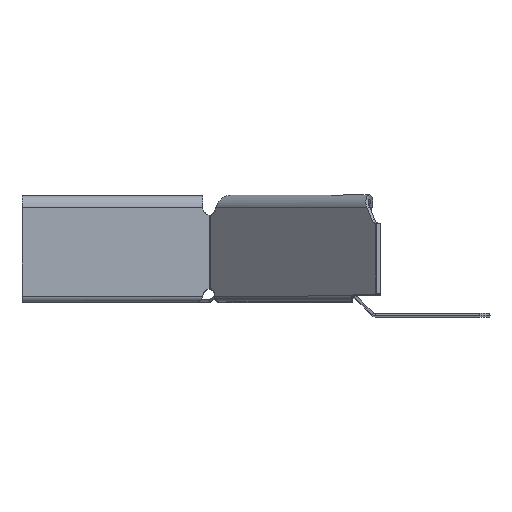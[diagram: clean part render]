
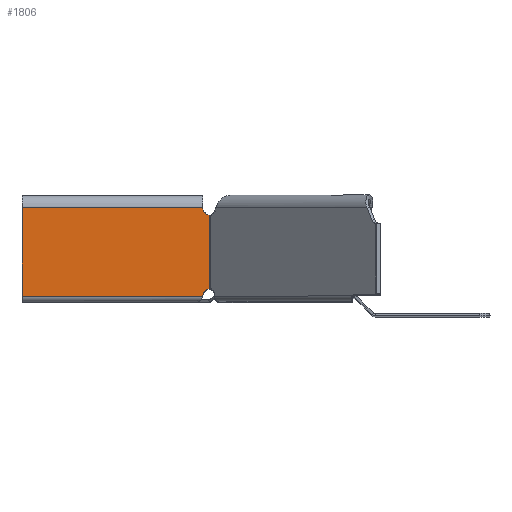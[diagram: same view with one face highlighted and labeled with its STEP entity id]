
A CAD part, top view. The second image highlights one B-rep face of the part: STEP entity #1806.
In plain terms, the highlighted face is planar.
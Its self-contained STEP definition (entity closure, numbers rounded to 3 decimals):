
#158 = ORIENTED_EDGE ( 'NONE', *, *, #250, .F. ) ;
#182 = CIRCLE ( 'NONE', #3911, 2.25 ) ;
#250 = EDGE_CURVE ( 'NONE', #2919, #724, #182, .T. ) ;
#390 = VECTOR ( 'NONE', #5244, 1000. ) ;
#703 = DIRECTION ( 'NONE',  ( 0., 1., 0. ) ) ;
#724 = VERTEX_POINT ( 'NONE', #1479 ) ;
#799 = DIRECTION ( 'NONE',  ( 0., 0., -1. ) ) ;
#800 = ORIENTED_EDGE ( 'NONE', *, *, #1968, .T. ) ;
#810 = LINE ( 'NONE', #2556, #1194 ) ;
#1048 = VERTEX_POINT ( 'NONE', #1999 ) ;
#1194 = VECTOR ( 'NONE', #2271, 1000. ) ;
#1479 = CARTESIAN_POINT ( 'NONE',  ( -54.1, 1.75, -6.75 ) ) ;
#1541 = EDGE_CURVE ( 'NONE', #2919, #5156, #5118, .T. ) ;
#1632 = ORIENTED_EDGE ( 'NONE', *, *, #3458, .F. ) ;
#1646 = AXIS2_PLACEMENT_3D ( 'NONE', #4965, #5367, #1989 ) ;
#1660 = CARTESIAN_POINT ( 'NONE',  ( 0., 28.25, -6.75 ) ) ;
#1806 = ADVANCED_FACE ( 'NONE', ( #5450 ), #3647, .F. ) ;
#1874 = CARTESIAN_POINT ( 'NONE',  ( -183.54, 1.75, -6.75 ) ) ;
#1968 = EDGE_CURVE ( 'NONE', #1048, #3877, #810, .T. ) ;
#1989 = DIRECTION ( 'NONE',  ( 0., 1., 0. ) ) ;
#1999 = CARTESIAN_POINT ( 'NONE',  ( -54.1, 28.25, -6.75 ) ) ;
#2237 = EDGE_LOOP ( 'NONE', ( #3617, #3414, #800, #1632, #2274, #158 ) ) ;
#2271 = DIRECTION ( 'NONE',  ( 1., 0., 0. ) ) ;
#2274 = ORIENTED_EDGE ( 'NONE', *, *, #3737, .F. ) ;
#2556 = CARTESIAN_POINT ( 'NONE',  ( -183.54, 28.25, -6.75 ) ) ;
#2674 = CIRCLE ( 'NONE', #4658, 2.25 ) ;
#2807 = CARTESIAN_POINT ( 'NONE',  ( 0., 0., -6.75 ) ) ;
#2883 = CARTESIAN_POINT ( 'NONE',  ( 0., 1.75, -6.75 ) ) ;
#2919 = VERTEX_POINT ( 'NONE', #4574 ) ;
#2935 = VECTOR ( 'NONE', #703, 1000. ) ;
#3115 = DIRECTION ( 'NONE',  ( 0., 0., -1. ) ) ;
#3398 = CARTESIAN_POINT ( 'NONE',  ( -56.35, 1.75, -6.75 ) ) ;
#3414 = ORIENTED_EDGE ( 'NONE', *, *, #3938, .F. ) ;
#3458 = EDGE_CURVE ( 'NONE', #3808, #3877, #4406, .T. ) ;
#3617 = ORIENTED_EDGE ( 'NONE', *, *, #1541, .T. ) ;
#3647 = PLANE ( 'NONE',  #1646 ) ;
#3737 = EDGE_CURVE ( 'NONE', #724, #3808, #4423, .T. ) ;
#3808 = VERTEX_POINT ( 'NONE', #2883 ) ;
#3844 = DIRECTION ( 'NONE',  ( 0., 1., 0. ) ) ;
#3877 = VERTEX_POINT ( 'NONE', #1660 ) ;
#3911 = AXIS2_PLACEMENT_3D ( 'NONE', #3398, #799, #5064 ) ;
#3922 = VECTOR ( 'NONE', #3844, 1000. ) ;
#3938 = EDGE_CURVE ( 'NONE', #1048, #5156, #2674, .T. ) ;
#3942 = CARTESIAN_POINT ( 'NONE',  ( -56.35, 28.25, -6.75 ) ) ;
#3970 = DIRECTION ( 'NONE',  ( 0., 1., 0. ) ) ;
#3996 = CARTESIAN_POINT ( 'NONE',  ( -55.98, 26.031, -6.75 ) ) ;
#4406 = LINE ( 'NONE', #2807, #2935 ) ;
#4423 = LINE ( 'NONE', #1874, #390 ) ;
#4574 = CARTESIAN_POINT ( 'NONE',  ( -55.98, 3.969, -6.75 ) ) ;
#4658 = AXIS2_PLACEMENT_3D ( 'NONE', #3942, #3115, #3970 ) ;
#4965 = CARTESIAN_POINT ( 'NONE',  ( -183.54, 0., -6.75 ) ) ;
#5064 = DIRECTION ( 'NONE',  ( 0., 1., 0. ) ) ;
#5118 = LINE ( 'NONE', #5603, #3922 ) ;
#5156 = VERTEX_POINT ( 'NONE', #3996 ) ;
#5244 = DIRECTION ( 'NONE',  ( 1., 0., 0. ) ) ;
#5367 = DIRECTION ( 'NONE',  ( 0., 0., 1. ) ) ;
#5450 = FACE_OUTER_BOUND ( 'NONE', #2237, .T. ) ;
#5603 = CARTESIAN_POINT ( 'NONE',  ( -55.98, 0., -6.75 ) ) ;
